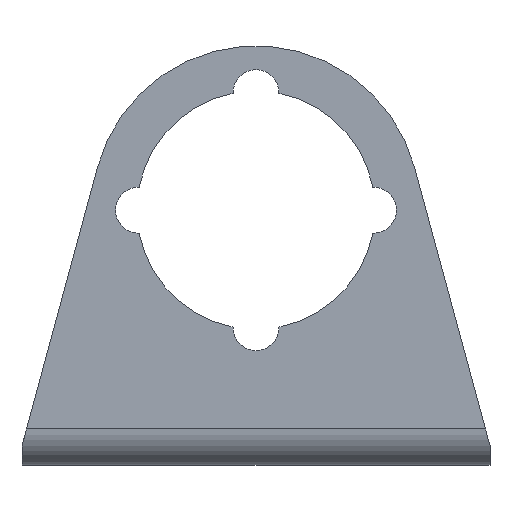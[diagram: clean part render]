
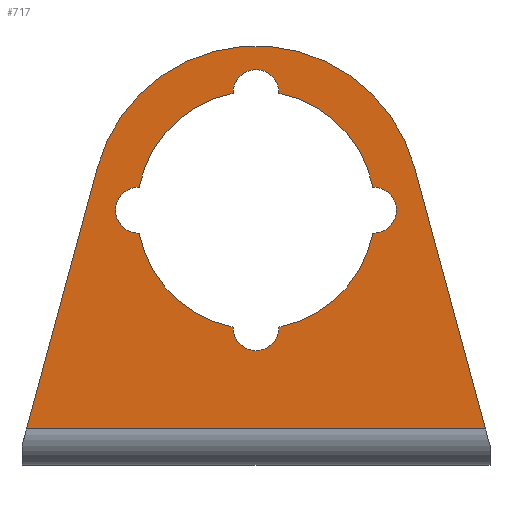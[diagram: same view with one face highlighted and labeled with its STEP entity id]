
A CAD part, front view. The second image highlights one B-rep face of the part: STEP entity #717.
In plain terms, the highlighted planar face has unit normal (0, -1, 0).
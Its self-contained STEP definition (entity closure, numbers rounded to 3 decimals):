
#23=FACE_BOUND('',#99,.T.);
#30=PLANE('',#779);
#56=FACE_OUTER_BOUND('',#98,.T.);
#98=EDGE_LOOP('',(#536,#537,#538,#539));
#99=EDGE_LOOP('',(#540,#541,#542,#543,#544,#545,#546,#547,#548,#549,#550,
#551,#552,#553,#554,#555));
#130=CIRCLE('',#756,14.);
#133=CIRCLE('',#760,14.);
#135=CIRCLE('',#763,14.);
#146=CIRCLE('',#780,19.3);
#147=CIRCLE('',#781,2.7);
#148=CIRCLE('',#782,2.7);
#149=CIRCLE('',#783,2.7);
#150=CIRCLE('',#784,14.);
#151=CIRCLE('',#785,2.7);
#190=LINE('',#1143,#264);
#191=LINE('',#1145,#265);
#192=LINE('',#1147,#266);
#193=LINE('',#1150,#267);
#194=LINE('',#1152,#268);
#195=LINE('',#1155,#269);
#196=LINE('',#1157,#270);
#197=LINE('',#1160,#271);
#198=LINE('',#1162,#272);
#199=LINE('',#1166,#273);
#200=LINE('',#1170,#274);
#264=VECTOR('',#909,31.855);
#265=VECTOR('',#910,53.916);
#266=VECTOR('',#911,31.855);
#267=VECTOR('',#914,0.063);
#268=VECTOR('',#915,0.063);
#269=VECTOR('',#918,0.063);
#270=VECTOR('',#919,0.063);
#271=VECTOR('',#922,0.063);
#272=VECTOR('',#923,0.063);
#273=VECTOR('',#926,0.063);
#274=VECTOR('',#929,0.063);
#306=VERTEX_POINT('',#1043);
#308=VERTEX_POINT('',#1046);
#311=VERTEX_POINT('',#1053);
#313=VERTEX_POINT('',#1057);
#315=VERTEX_POINT('',#1062);
#317=VERTEX_POINT('',#1066);
#348=VERTEX_POINT('',#1141);
#349=VERTEX_POINT('',#1142);
#350=VERTEX_POINT('',#1144);
#351=VERTEX_POINT('',#1146);
#352=VERTEX_POINT('',#1149);
#353=VERTEX_POINT('',#1151);
#354=VERTEX_POINT('',#1153);
#355=VERTEX_POINT('',#1156);
#356=VERTEX_POINT('',#1158);
#357=VERTEX_POINT('',#1161);
#358=VERTEX_POINT('',#1163);
#359=VERTEX_POINT('',#1165);
#360=VERTEX_POINT('',#1167);
#361=VERTEX_POINT('',#1169);
#377=EDGE_CURVE('',#308,#306,#130,.T.);
#383=EDGE_CURVE('',#311,#313,#133,.T.);
#387=EDGE_CURVE('',#315,#317,#135,.T.);
#424=EDGE_CURVE('',#348,#349,#190,.T.);
#425=EDGE_CURVE('',#348,#350,#191,.T.);
#426=EDGE_CURVE('',#351,#350,#192,.T.);
#427=EDGE_CURVE('',#349,#351,#146,.T.);
#428=EDGE_CURVE('',#311,#352,#193,.T.);
#429=EDGE_CURVE('',#353,#313,#194,.T.);
#430=EDGE_CURVE('',#353,#354,#147,.T.);
#431=EDGE_CURVE('',#308,#354,#195,.T.);
#432=EDGE_CURVE('',#355,#306,#196,.T.);
#433=EDGE_CURVE('',#355,#356,#148,.T.);
#434=EDGE_CURVE('',#315,#356,#197,.T.);
#435=EDGE_CURVE('',#357,#317,#198,.T.);
#436=EDGE_CURVE('',#357,#358,#149,.T.);
#437=EDGE_CURVE('',#359,#358,#199,.T.);
#438=EDGE_CURVE('',#359,#360,#150,.T.);
#439=EDGE_CURVE('',#361,#360,#200,.T.);
#440=EDGE_CURVE('',#361,#352,#151,.T.);
#536=ORIENTED_EDGE('',*,*,#424,.F.);
#537=ORIENTED_EDGE('',*,*,#425,.T.);
#538=ORIENTED_EDGE('',*,*,#426,.F.);
#539=ORIENTED_EDGE('',*,*,#427,.F.);
#540=ORIENTED_EDGE('',*,*,#428,.F.);
#541=ORIENTED_EDGE('',*,*,#383,.T.);
#542=ORIENTED_EDGE('',*,*,#429,.F.);
#543=ORIENTED_EDGE('',*,*,#430,.T.);
#544=ORIENTED_EDGE('',*,*,#431,.F.);
#545=ORIENTED_EDGE('',*,*,#377,.T.);
#546=ORIENTED_EDGE('',*,*,#432,.F.);
#547=ORIENTED_EDGE('',*,*,#433,.T.);
#548=ORIENTED_EDGE('',*,*,#434,.F.);
#549=ORIENTED_EDGE('',*,*,#387,.T.);
#550=ORIENTED_EDGE('',*,*,#435,.F.);
#551=ORIENTED_EDGE('',*,*,#436,.T.);
#552=ORIENTED_EDGE('',*,*,#437,.F.);
#553=ORIENTED_EDGE('',*,*,#438,.T.);
#554=ORIENTED_EDGE('',*,*,#439,.F.);
#555=ORIENTED_EDGE('',*,*,#440,.T.);
#717=ADVANCED_FACE('',(#56,#23),#30,.T.);
#756=AXIS2_PLACEMENT_3D('',#1047,#830,#831);
#760=AXIS2_PLACEMENT_3D('',#1059,#841,#842);
#763=AXIS2_PLACEMENT_3D('',#1068,#849,#850);
#779=AXIS2_PLACEMENT_3D('',#1140,#907,#908);
#780=AXIS2_PLACEMENT_3D('',#1148,#912,#913);
#781=AXIS2_PLACEMENT_3D('',#1154,#916,#917);
#782=AXIS2_PLACEMENT_3D('',#1159,#920,#921);
#783=AXIS2_PLACEMENT_3D('',#1164,#924,#925);
#784=AXIS2_PLACEMENT_3D('',#1168,#927,#928);
#785=AXIS2_PLACEMENT_3D('',#1171,#930,#931);
#830=DIRECTION('center_axis',(0.,1.,0.));
#831=DIRECTION('ref_axis',(0.,0.,1.));
#841=DIRECTION('center_axis',(0.,1.,0.));
#842=DIRECTION('ref_axis',(0.,0.,1.));
#849=DIRECTION('center_axis',(0.,1.,0.));
#850=DIRECTION('ref_axis',(0.,0.,1.));
#907=DIRECTION('center_axis',(0.,-1.,0.));
#908=DIRECTION('ref_axis',(0.,0.,-1.));
#909=DIRECTION('',(0.261,0.,0.965));
#910=DIRECTION('',(1.,0.,0.));
#911=DIRECTION('',(0.261,0.,-0.965));
#912=DIRECTION('center_axis',(0.,1.,0.));
#913=DIRECTION('ref_axis',(0.,0.,1.));
#914=DIRECTION('',(0.,0.,-1.));
#915=DIRECTION('',(1.,0.,0.));
#916=DIRECTION('center_axis',(0.,1.,0.));
#917=DIRECTION('ref_axis',(0.,0.,1.));
#918=DIRECTION('',(-1.,0.,0.));
#919=DIRECTION('',(0.,0.,-1.));
#920=DIRECTION('center_axis',(0.,1.,0.));
#921=DIRECTION('ref_axis',(0.,0.,1.));
#922=DIRECTION('',(0.,0.,1.));
#923=DIRECTION('',(-1.,0.,0.));
#924=DIRECTION('center_axis',(0.,1.,0.));
#925=DIRECTION('ref_axis',(0.,0.,1.));
#926=DIRECTION('',(1.,0.,0.));
#927=DIRECTION('center_axis',(0.,1.,0.));
#928=DIRECTION('ref_axis',(0.,0.,1.));
#929=DIRECTION('',(0.,0.,1.));
#930=DIRECTION('center_axis',(0.,1.,0.));
#931=DIRECTION('ref_axis',(0.,0.,1.));
#1043=CARTESIAN_POINT('',(-2.7,0.,41.437));
#1046=CARTESIAN_POINT('',(-13.737,0.,30.4));
#1047=CARTESIAN_POINT('Origin',(0.,0.,27.7));
#1053=CARTESIAN_POINT('',(-2.7,0.,13.963));
#1057=CARTESIAN_POINT('',(-13.737,0.,25.));
#1059=CARTESIAN_POINT('Origin',(0.,0.,27.7));
#1062=CARTESIAN_POINT('',(2.7,0.,41.437));
#1066=CARTESIAN_POINT('',(13.737,0.,30.4));
#1068=CARTESIAN_POINT('Origin',(0.,0.,27.7));
#1140=CARTESIAN_POINT('Origin',(-27.5,0.,-2.3));
#1141=CARTESIAN_POINT('',(-26.958,0.,2.));
#1142=CARTESIAN_POINT('',(-18.628,0.,32.747));
#1143=CARTESIAN_POINT('',(-26.958,0.,2.));
#1144=CARTESIAN_POINT('',(26.958,0.,2.));
#1145=CARTESIAN_POINT('',(-26.958,0.,2.));
#1146=CARTESIAN_POINT('',(18.628,0.,32.747));
#1147=CARTESIAN_POINT('',(18.628,0.,32.747));
#1148=CARTESIAN_POINT('Origin',(0.,0.,27.7));
#1149=CARTESIAN_POINT('',(-2.7,0.,13.9));
#1150=CARTESIAN_POINT('',(-2.7,0.,13.963));
#1151=CARTESIAN_POINT('',(-13.8,0.,25.));
#1152=CARTESIAN_POINT('',(-13.8,0.,25.));
#1153=CARTESIAN_POINT('',(-13.8,0.,30.4));
#1154=CARTESIAN_POINT('Origin',(-13.8,0.,27.7));
#1155=CARTESIAN_POINT('',(-13.737,0.,30.4));
#1156=CARTESIAN_POINT('',(-2.7,0.,41.5));
#1157=CARTESIAN_POINT('',(-2.7,0.,41.5));
#1158=CARTESIAN_POINT('',(2.7,0.,41.5));
#1159=CARTESIAN_POINT('Origin',(0.,0.,41.5));
#1160=CARTESIAN_POINT('',(2.7,0.,41.437));
#1161=CARTESIAN_POINT('',(13.8,0.,30.4));
#1162=CARTESIAN_POINT('',(13.8,0.,30.4));
#1163=CARTESIAN_POINT('',(13.8,0.,25.));
#1164=CARTESIAN_POINT('Origin',(13.8,0.,27.7));
#1165=CARTESIAN_POINT('',(13.737,0.,25.));
#1166=CARTESIAN_POINT('',(13.737,0.,25.));
#1167=CARTESIAN_POINT('',(2.7,0.,13.963));
#1168=CARTESIAN_POINT('Origin',(0.,0.,27.7));
#1169=CARTESIAN_POINT('',(2.7,0.,13.9));
#1170=CARTESIAN_POINT('',(2.7,0.,13.9));
#1171=CARTESIAN_POINT('Origin',(0.,0.,13.9));
